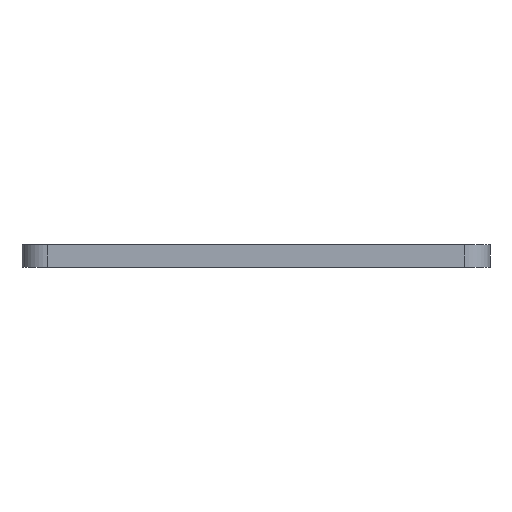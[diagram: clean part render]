
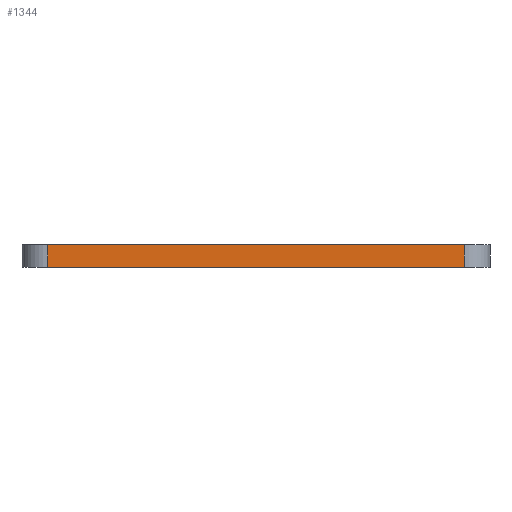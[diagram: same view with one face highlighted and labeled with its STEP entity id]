
A CAD part, left-side view. The second image highlights one B-rep face of the part: STEP entity #1344.
In plain terms, the highlighted planar face has unit normal (-1, 0, 0).
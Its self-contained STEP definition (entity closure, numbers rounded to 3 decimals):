
#97=PLANE('',#1523);
#179=FACE_OUTER_BOUND('',#300,.T.);
#300=EDGE_LOOP('',(#1200,#1201,#1202,#1203));
#332=LINE('',#2032,#430);
#355=LINE('',#2119,#453);
#401=LINE('',#2327,#499);
#402=LINE('',#2328,#500);
#430=VECTOR('',#1598,10.);
#453=VECTOR('',#1695,1.);
#499=VECTOR('',#1941,1.);
#500=VECTOR('',#1942,1.);
#604=VERTEX_POINT('',#2020);
#609=VERTEX_POINT('',#2030);
#635=VERTEX_POINT('',#2116);
#636=VERTEX_POINT('',#2118);
#732=EDGE_CURVE('',#609,#604,#332,.F.);
#775=EDGE_CURVE('',#635,#636,#355,.T.);
#870=EDGE_CURVE('',#604,#635,#401,.T.);
#871=EDGE_CURVE('',#609,#636,#402,.T.);
#1200=ORIENTED_EDGE('',*,*,#870,.F.);
#1201=ORIENTED_EDGE('',*,*,#732,.F.);
#1202=ORIENTED_EDGE('',*,*,#871,.T.);
#1203=ORIENTED_EDGE('',*,*,#775,.F.);
#1344=ADVANCED_FACE('',(#179),#97,.T.);
#1523=AXIS2_PLACEMENT_3D('',#2326,#1939,#1940);
#1598=DIRECTION('',(0.,-1.,0.));
#1695=DIRECTION('',(0.,-1.,0.));
#1939=DIRECTION('center_axis',(-1.,0.,0.));
#1940=DIRECTION('ref_axis',(0.,1.,0.));
#1941=DIRECTION('',(0.,0.,1.));
#1942=DIRECTION('',(0.,0.,1.));
#2020=CARTESIAN_POINT('',(-109.,53.15,-3.2));
#2030=CARTESIAN_POINT('',(-109.,-59.25,-3.2));
#2032=CARTESIAN_POINT('',(-109.,-31.15,-3.2));
#2116=CARTESIAN_POINT('',(-109.,53.15,3.));
#2118=CARTESIAN_POINT('',(-109.,-59.25,3.));
#2119=CARTESIAN_POINT('',(-109.,25.05,3.));
#2326=CARTESIAN_POINT('Origin',(-109.,-59.25,0.));
#2327=CARTESIAN_POINT('',(-109.,53.15,0.));
#2328=CARTESIAN_POINT('',(-109.,-59.25,0.));
